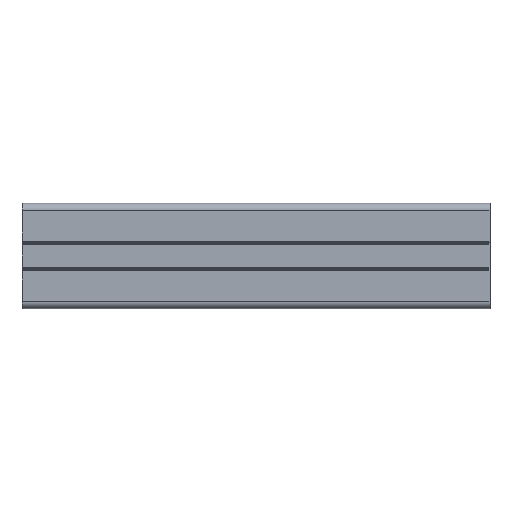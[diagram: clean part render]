
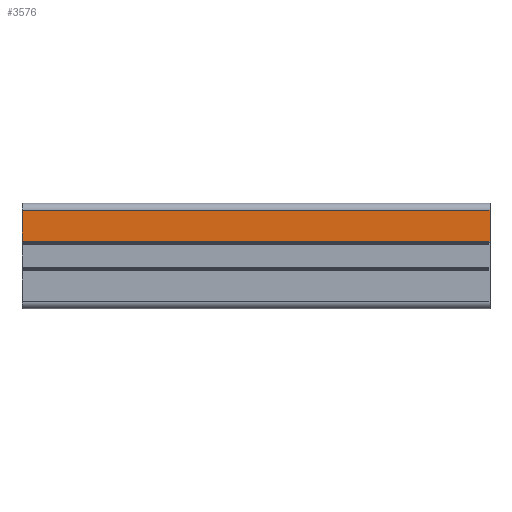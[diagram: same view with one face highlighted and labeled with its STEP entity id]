
A CAD part, left-side view. The second image highlights one B-rep face of the part: STEP entity #3576.
In plain terms, the highlighted planar face has unit normal (-1, 0, 0).
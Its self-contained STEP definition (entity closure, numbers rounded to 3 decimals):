
#39 = LINE ( 'NONE', #2531, #430 ) ;
#90 = DIRECTION ( 'NONE',  ( 0., -1., 0. ) ) ;
#148 = LINE ( 'NONE', #1848, #708 ) ;
#388 = CARTESIAN_POINT ( 'NONE',  ( -11.25, 0., 6.3 ) ) ;
#430 = VECTOR ( 'NONE', #1833, 1000. ) ;
#667 = LINE ( 'NONE', #2539, #3638 ) ;
#682 = VERTEX_POINT ( 'NONE', #3191 ) ;
#708 = VECTOR ( 'NONE', #4155, 1000. ) ;
#1016 = DIRECTION ( 'NONE',  ( 0., -1., 0. ) ) ;
#1060 = ORIENTED_EDGE ( 'NONE', *, *, #2862, .T. ) ;
#1189 = AXIS2_PLACEMENT_3D ( 'NONE', #1983, #2644, #1247 ) ;
#1195 = VECTOR ( 'NONE', #1016, 1000. ) ;
#1231 = CARTESIAN_POINT ( 'NONE',  ( -11.25, 200., 19.5 ) ) ;
#1247 = DIRECTION ( 'NONE',  ( 0., 0., 1. ) ) ;
#1526 = LINE ( 'NONE', #388, #1195 ) ;
#1732 = VERTEX_POINT ( 'NONE', #1231 ) ;
#1779 = VERTEX_POINT ( 'NONE', #2997 ) ;
#1827 = EDGE_CURVE ( 'NONE', #1732, #3939, #667, .T. ) ;
#1833 = DIRECTION ( 'NONE',  ( 0., 0., 1. ) ) ;
#1848 = CARTESIAN_POINT ( 'NONE',  ( -11.25, 200., 0. ) ) ;
#1983 = CARTESIAN_POINT ( 'NONE',  ( -11.25, 0., 6.3 ) ) ;
#2093 = ORIENTED_EDGE ( 'NONE', *, *, #1827, .F. ) ;
#2298 = PLANE ( 'NONE',  #1189 ) ;
#2531 = CARTESIAN_POINT ( 'NONE',  ( -11.25, 0., 6.3 ) ) ;
#2539 = CARTESIAN_POINT ( 'NONE',  ( -11.25, 0., 19.5 ) ) ;
#2644 = DIRECTION ( 'NONE',  ( -1., 0., 0. ) ) ;
#2761 = EDGE_LOOP ( 'NONE', ( #1060, #2093, #4257, #3710 ) ) ;
#2797 = EDGE_CURVE ( 'NONE', #682, #1779, #1526, .T. ) ;
#2858 = EDGE_CURVE ( 'NONE', #682, #1732, #148, .T. ) ;
#2862 = EDGE_CURVE ( 'NONE', #1779, #3939, #39, .T. ) ;
#2866 = CARTESIAN_POINT ( 'NONE',  ( -11.25, 0., 19.5 ) ) ;
#2997 = CARTESIAN_POINT ( 'NONE',  ( -11.25, 0., 6.3 ) ) ;
#3081 = FACE_OUTER_BOUND ( 'NONE', #2761, .T. ) ;
#3191 = CARTESIAN_POINT ( 'NONE',  ( -11.25, 200., 6.3 ) ) ;
#3576 = ADVANCED_FACE ( 'NONE', ( #3081 ), #2298, .T. ) ;
#3638 = VECTOR ( 'NONE', #90, 1000. ) ;
#3710 = ORIENTED_EDGE ( 'NONE', *, *, #2797, .T. ) ;
#3939 = VERTEX_POINT ( 'NONE', #2866 ) ;
#4155 = DIRECTION ( 'NONE',  ( 0., 0., 1. ) ) ;
#4257 = ORIENTED_EDGE ( 'NONE', *, *, #2858, .F. ) ;
